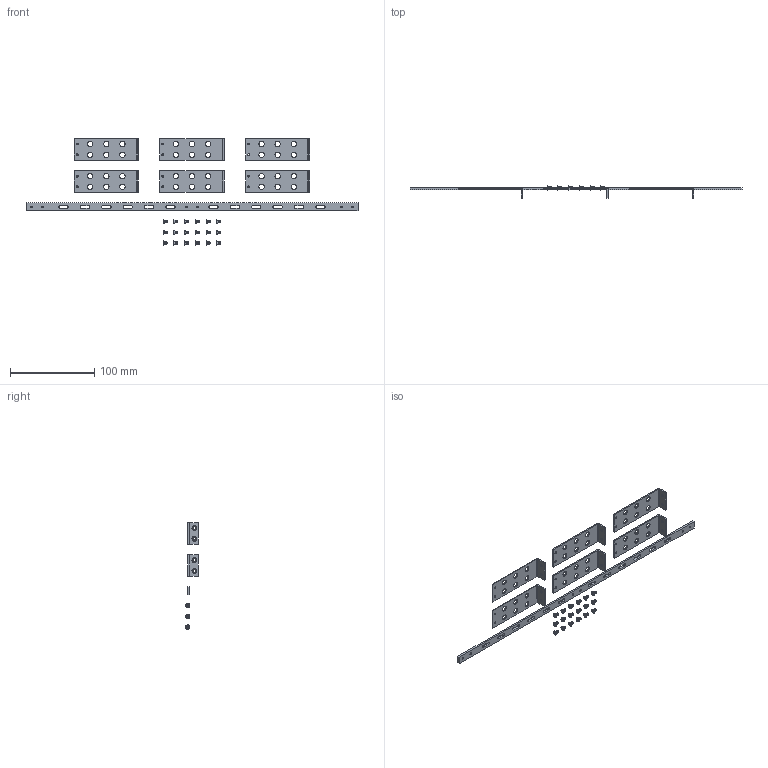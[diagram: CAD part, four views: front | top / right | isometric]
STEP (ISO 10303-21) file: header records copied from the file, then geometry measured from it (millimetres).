
FILE_DESCRIPTION (( 'STEP AP214' ), '1' );
FILE_NAME ('PR-CMB_3D.step', '2025-09-09T17:03:28', ( '' ), ( '' ), 'SwSTEP 2.0', 'SolidWorks 2022', '' );
FILE_SCHEMA (( 'AUTOMOTIVE_DESIGN' ));
Length unit declared in the file: inch
Products named in the file (4): PR-CMB-B175; PR-CMB_3D; 91099A152_Passivated 18-8 Stainless Steel Phillips Flat Head Screw^PR-CMB; PR-CMB-R
Assembly tree (25 placements, depth 2):
  PR-CMB_3D
    PR-CMB-R
    PR-CMB-B175  x6
    91099A152_Passivated 18-8 Stainless Steel Phillips Flat Head Screw^PR-CMB  x18
Bounding box: 393.7 x 15.32 x 126.45 mm (x, y, z)
Volume: 26146.3 mm3; surface area: 38313.1 mm2
Topology: 25 solids, 43 shells, 1098 faces, 2898 edges, 1886 vertices
Faces by surface type: plane 498, cylinder 324, cone 222, bspline 54
Entity records: 6452 total; most frequent: CARTESIAN_POINT 1759, DIRECTION 833, ORIENTED_EDGE 798, EDGE_CURVE 399, AXIS2_PLACEMENT_3D 310, VERTEX_POINT 263, LINE 213, VECTOR 213
